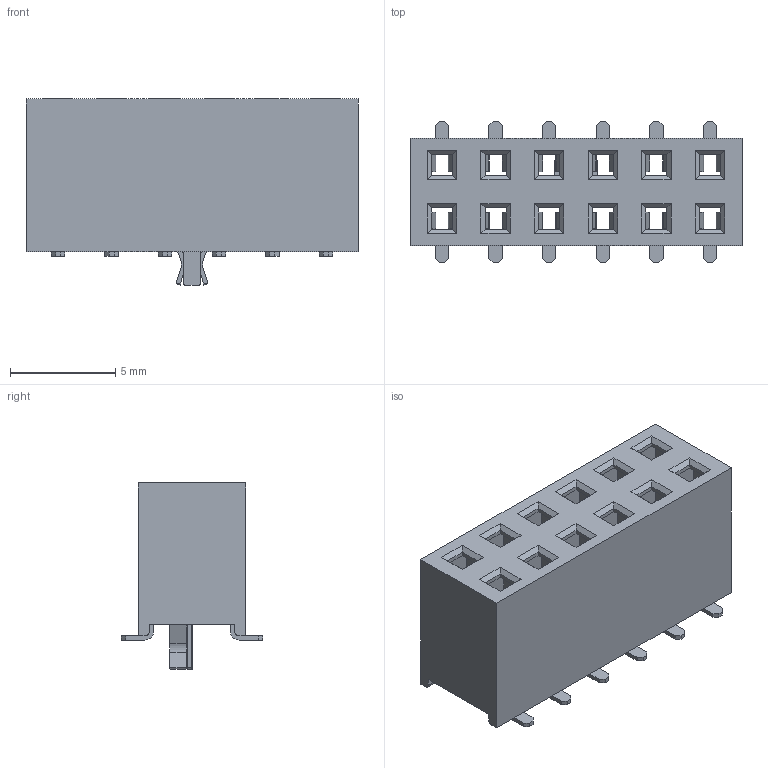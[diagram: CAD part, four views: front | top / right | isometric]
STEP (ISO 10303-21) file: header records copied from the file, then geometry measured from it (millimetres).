
FILE_DESCRIPTION( ( 'Unknown' ), '1' );
FILE_NAME( '61001221821.stp', 'Unknown', ( 'Unknown' ), ( 'Unknown' ), 'PSStep 14.0', 'Unknown', ' ' );
FILE_SCHEMA( ( 'AUTOMOTIVE_DESIGN { 1 0 10303 214 1 1 1 1 }' ) );
Length unit declared in the file: millimetre
Products named in the file (3): Assem1; 6100xx21821_PIN; 61001221821
Bounding box: 15.74 x 6.7 x 8.82 mm (x, y, z)
Volume: 671.5 mm3; surface area: 2557.4 mm2
Topology: 15 solids, 15 shells, 1196 faces, 3246 edges, 2080 vertices
Faces by surface type: plane 828, cylinder 316, bspline 52
Entity records: 8800 total; most frequent: CARTESIAN_POINT 1282, ORIENTED_EDGE 1200, DIRECTION 1112, EDGE_CURVE 600, LINE 540, VECTOR 540, VERTEX_POINT 380, AXIS2_PLACEMENT_3D 286
